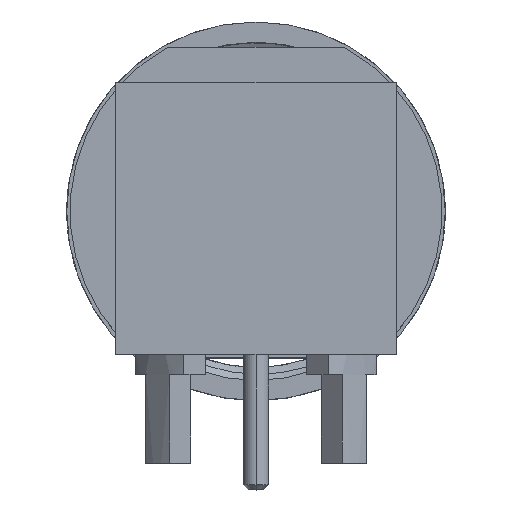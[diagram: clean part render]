
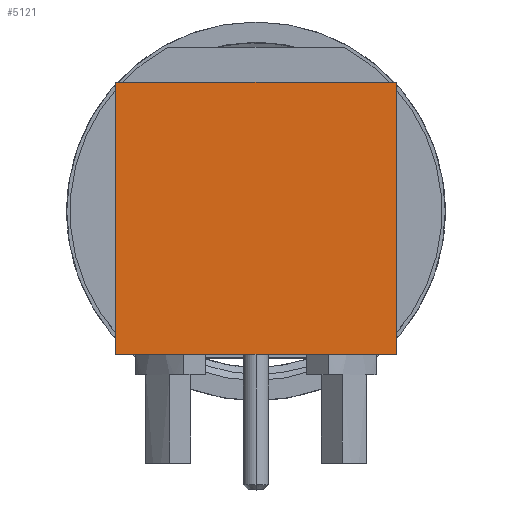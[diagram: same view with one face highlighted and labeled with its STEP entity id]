
A CAD part, top view. The second image highlights one B-rep face of the part: STEP entity #5121.
In plain terms, the highlighted planar face has unit normal (0, 0, 1).
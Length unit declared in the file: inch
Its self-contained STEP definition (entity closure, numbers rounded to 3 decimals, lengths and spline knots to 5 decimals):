
#13=DIRECTION('',(1.,0.,0.));
#14=VECTOR('',#13,0.41417);
#15=CARTESIAN_POINT('',(-0.20709,0.,0.20709));
#16=LINE('',#15,#14);
#21=DIRECTION('',(1.,0.,0.));
#22=VECTOR('',#21,0.41417);
#23=CARTESIAN_POINT('',(-0.20709,-0.40236,
0.20709));
#24=LINE('',#23,#22);
#79=DIRECTION('',(0.,-1.,0.));
#80=VECTOR('',#79,0.40236);
#81=CARTESIAN_POINT('',(-0.20709,0.,0.20709));
#82=LINE('',#81,#80);
#83=DIRECTION('',(0.,-1.,0.));
#84=VECTOR('',#83,0.40236);
#85=CARTESIAN_POINT('',(0.20709,0.,0.20709));
#86=LINE('',#85,#84);
#4474=CARTESIAN_POINT('',(-0.20709,0.,0.20709));
#4476=VERTEX_POINT('',#4474);
#4477=CARTESIAN_POINT('',(0.20709,0.,0.20709));
#4478=VERTEX_POINT('',#4477);
#4483=CARTESIAN_POINT('',(-0.20709,-0.40236,
0.20709));
#4484=VERTEX_POINT('',#4483);
#4485=CARTESIAN_POINT('',(0.20709,-0.40236,
0.20709));
#4486=VERTEX_POINT('',#4485);
#5109=CARTESIAN_POINT('',(-0.20709,0.,0.20709));
#5110=DIRECTION('',(0.,0.,1.));
#5111=DIRECTION('',(1.,0.,0.));
#5112=AXIS2_PLACEMENT_3D('',#5109,#5110,#5111);
#5113=PLANE('',#5112);
#5114=ORIENTED_EDGE('',*,*,#5053,.F.);
#5115=ORIENTED_EDGE('',*,*,#5043,.F.);
#5116=ORIENTED_EDGE('',*,*,#5028,.T.);
#5118=ORIENTED_EDGE('',*,*,#5117,.T.);
#5119=EDGE_LOOP('',(#5114,#5115,#5116,#5118));
#5120=FACE_OUTER_BOUND('',#5119,.F.);
#5121=ADVANCED_FACE('',(#5120),#5113,.T.);
#5028=EDGE_CURVE('',#4476,#4478,#16,.T.);
#5043=EDGE_CURVE('',#4476,#4484,#82,.T.);
#5053=EDGE_CURVE('',#4484,#4486,#24,.T.);
#5117=EDGE_CURVE('',#4478,#4486,#86,.T.);
